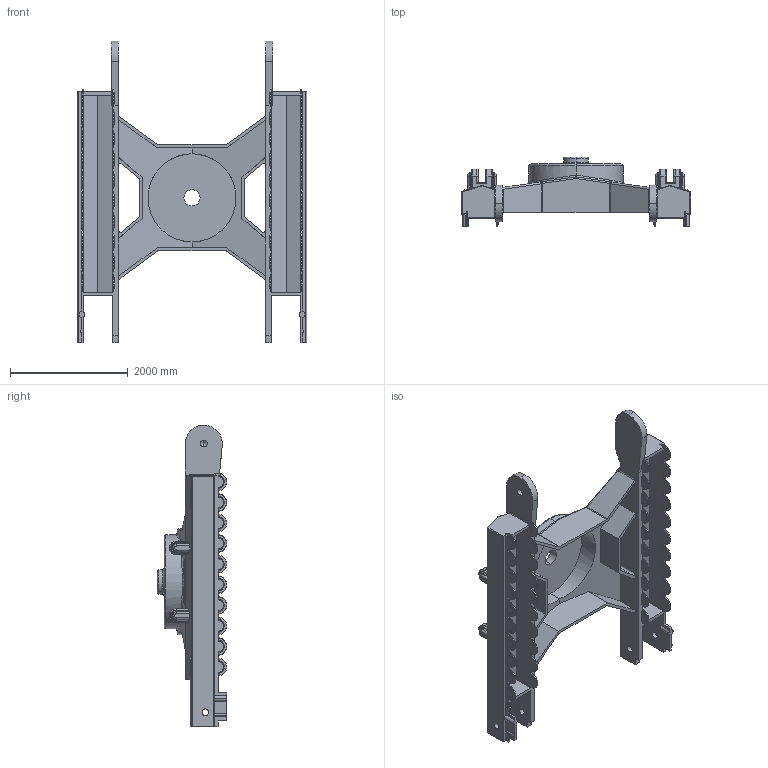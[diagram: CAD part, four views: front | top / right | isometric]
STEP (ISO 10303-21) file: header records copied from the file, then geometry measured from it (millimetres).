
FILE_DESCRIPTION (( 'STEP AP203' ), '1' );
FILE_NAME ('01. Under Carriage Frame_Default_sldprt.STEP', '2023-03-20T06:29:18', ( '' ), ( '' ), 'SwSTEP 2.0', 'SolidWorks 2019', '' );
FILE_SCHEMA (( 'CONFIG_CONTROL_DESIGN' ));
Length unit declared in the file: millimetre
Products named in the file (1): 01. Under Carriage Frame_Default_sldprt
Bounding box: 3900 x 1186 x 5135 mm (x, y, z)
Volume: 1991968525.4 mm3; surface area: 54053855.1 mm2
Topology: 1 solids, 1 shells, 1018 faces, 2727 edges, 1705 vertices
Faces by surface type: cylinder 359, torus 350, plane 255, bspline 42, sphere 8, cone 4
Entity records: 35473 total; most frequent: CARTESIAN_POINT 9603, DIRECTION 5861, ORIENTED_EDGE 5428, EDGE_CURVE 2714, AXIS2_PLACEMENT_3D 2373, VERTEX_POINT 1701, CIRCLE 1396, VECTOR 1115
